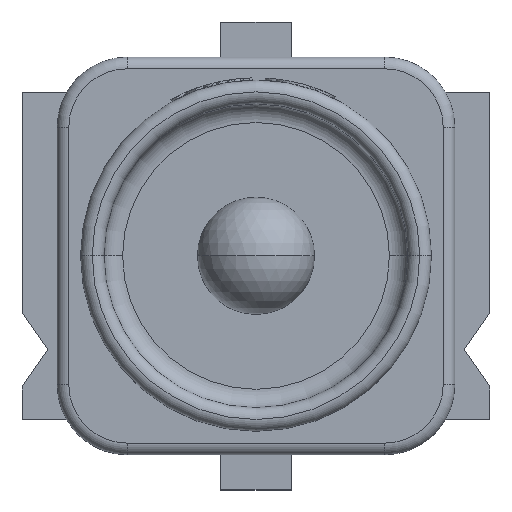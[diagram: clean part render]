
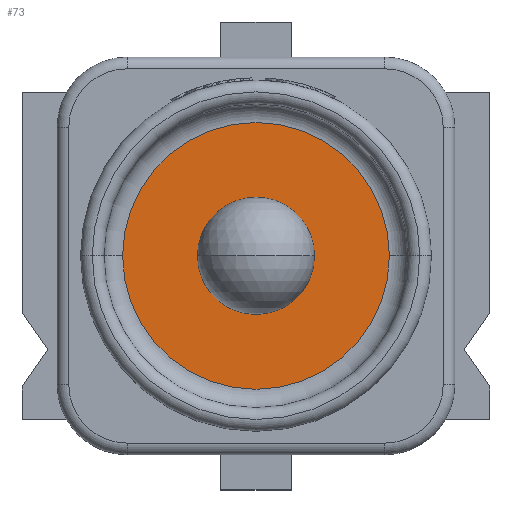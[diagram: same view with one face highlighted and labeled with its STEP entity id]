
A CAD part, top view. The second image highlights one B-rep face of the part: STEP entity #73.
In plain terms, the highlighted planar face has unit normal (0, 0, 1).
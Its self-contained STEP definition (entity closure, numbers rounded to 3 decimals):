
#73 = ADVANCED_FACE ( 'NONE', ( #8757, #14841 ), #5303, .T. ) ;
#1106 = DIRECTION ( 'NONE',  ( 0., 0., 1. ) ) ;
#1620 = EDGE_CURVE ( 'NONE', #14598, #8779, #9288, .T. ) ;
#1738 = CARTESIAN_POINT ( 'NONE',  ( 0.25, 0., 0.26 ) ) ;
#2329 = CARTESIAN_POINT ( 'NONE',  ( 0., 0., 0.26 ) ) ;
#2331 = ORIENTED_EDGE ( 'NONE', *, *, #1620, .T. ) ;
#4163 = ORIENTED_EDGE ( 'NONE', *, *, #14797, .F. ) ;
#4609 = DIRECTION ( 'NONE',  ( 0., 0., 1. ) ) ;
#4626 = EDGE_LOOP ( 'NONE', ( #11387, #2331 ) ) ;
#5030 = DIRECTION ( 'NONE',  ( 0., 0., 1. ) ) ;
#5178 = EDGE_LOOP ( 'NONE', ( #4163, #6575 ) ) ;
#5303 = PLANE ( 'NONE',  #8781 ) ;
#5454 = AXIS2_PLACEMENT_3D ( 'NONE', #12670, #12542, #8126 ) ;
#5748 = CARTESIAN_POINT ( 'NONE',  ( -0.25, 0., 0.26 ) ) ;
#6275 = DIRECTION ( 'NONE',  ( 1., 0., 0. ) ) ;
#6575 = ORIENTED_EDGE ( 'NONE', *, *, #9145, .F. ) ;
#6991 = CARTESIAN_POINT ( 'NONE',  ( 0.57, 0., 0.26 ) ) ;
#7252 = CIRCLE ( 'NONE', #15059, 0.25 ) ;
#7837 = VERTEX_POINT ( 'NONE', #5748 ) ;
#8126 = DIRECTION ( 'NONE',  ( 1., 0., 0. ) ) ;
#8132 = DIRECTION ( 'NONE',  ( 1., 0., 0. ) ) ;
#8757 = FACE_OUTER_BOUND ( 'NONE', #4626, .T. ) ;
#8779 = VERTEX_POINT ( 'NONE', #6991 ) ;
#8781 = AXIS2_PLACEMENT_3D ( 'NONE', #9044, #9988, #9127 ) ;
#9044 = CARTESIAN_POINT ( 'NONE',  ( 0., 0., 0.26 ) ) ;
#9127 = DIRECTION ( 'NONE',  ( 1., 0., 0. ) ) ;
#9145 = EDGE_CURVE ( 'NONE', #7837, #12299, #10312, .T. ) ;
#9271 = DIRECTION ( 'NONE',  ( 1., 0., 0. ) ) ;
#9288 = CIRCLE ( 'NONE', #11172, 0.57 ) ;
#9988 = DIRECTION ( 'NONE',  ( 0., 0., 1. ) ) ;
#10312 = CIRCLE ( 'NONE', #11055, 0.25 ) ;
#11055 = AXIS2_PLACEMENT_3D ( 'NONE', #11355, #4609, #8132 ) ;
#11172 = AXIS2_PLACEMENT_3D ( 'NONE', #2329, #1106, #9271 ) ;
#11355 = CARTESIAN_POINT ( 'NONE',  ( 0., 0., 0.26 ) ) ;
#11387 = ORIENTED_EDGE ( 'NONE', *, *, #12974, .T. ) ;
#12036 = CIRCLE ( 'NONE', #5454, 0.57 ) ;
#12299 = VERTEX_POINT ( 'NONE', #1738 ) ;
#12457 = CARTESIAN_POINT ( 'NONE',  ( -0.57, 0., 0.26 ) ) ;
#12542 = DIRECTION ( 'NONE',  ( 0., 0., 1. ) ) ;
#12670 = CARTESIAN_POINT ( 'NONE',  ( 0., 0., 0.26 ) ) ;
#12974 = EDGE_CURVE ( 'NONE', #8779, #14598, #12036, .T. ) ;
#13042 = CARTESIAN_POINT ( 'NONE',  ( 0., 0., 0.26 ) ) ;
#14598 = VERTEX_POINT ( 'NONE', #12457 ) ;
#14797 = EDGE_CURVE ( 'NONE', #12299, #7837, #7252, .T. ) ;
#14841 = FACE_BOUND ( 'NONE', #5178, .T. ) ;
#15059 = AXIS2_PLACEMENT_3D ( 'NONE', #13042, #5030, #6275 ) ;
